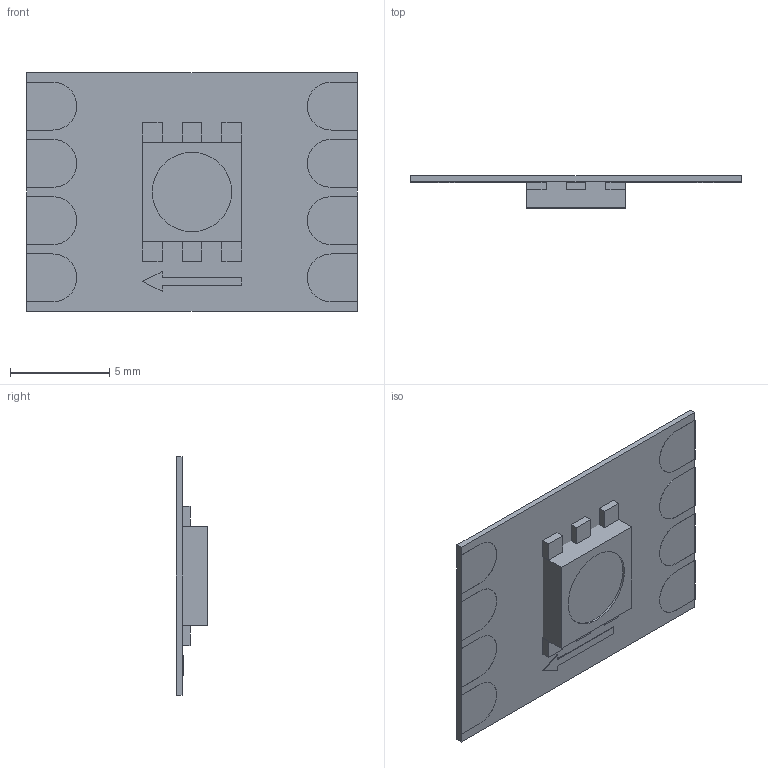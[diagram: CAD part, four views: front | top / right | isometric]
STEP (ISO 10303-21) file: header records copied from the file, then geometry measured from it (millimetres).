
FILE_DESCRIPTION(/* description */ (''),/* implementation_level */ '2;1');
FILE_NAME(/* name */ 'LED-Strip 1x.step',/* time_stamp */ '2022-02-14T11:41:27+01:00',/* author */ (''),/* organization */ (''),/* preprocessor_version */ 'ST-DEVELOPER v18.1',/* originating_system */ 'Autodesk Translation Framework v10.13.0.1454',/* authorisation */ '');
FILE_SCHEMA (('AUTOMOTIVE_DESIGN { 1 0 10303 214 3 1 1 }'));
Length unit declared in the file: millimetre
Products named in the file (1): LED-Strip 1x
Bounding box: 16.64 x 1.6 x 12 mm (x, y, z)
Volume: 97.8 mm3; surface area: 647.7 mm2
Topology: 18 solids, 18 shells, 117 faces, 240 edges, 160 vertices
Faces by surface type: plane 107, cylinder 10
Full cylindrical faces by diameter (mm): 4 x2
Entity records: 3089 total; most frequent: CARTESIAN_POINT 518, DIRECTION 496, ORIENTED_EDGE 480, EDGE_CURVE 240, LINE 220, VECTOR 220, VERTEX_POINT 160, AXIS2_PLACEMENT_3D 138
